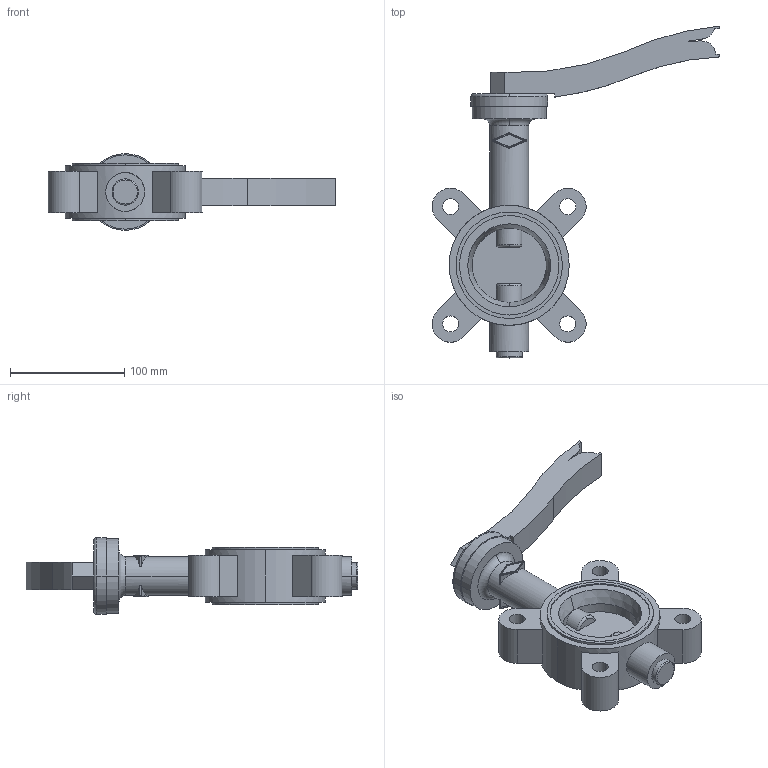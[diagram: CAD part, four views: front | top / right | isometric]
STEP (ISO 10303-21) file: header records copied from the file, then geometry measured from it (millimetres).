
FILE_DESCRIPTION( ( '' ), '1' );
FILE_NAME( 'c000006642.stp', '2017-03-14T07:56:54', ( '' ), ( '' ), ' ', ' ', ' ' );
FILE_SCHEMA( ( 'CONFIG_CONTROL_DESIGN' ) );
Length unit declared in the file: millimetre
Products named in the file (2): 1; 2
Bounding box: 251.2 x 290.2 x 67 mm (x, y, z)
Volume: 679239.1 mm3; surface area: 107079.7 mm2
Topology: 2 solids, 2 shells, 155 faces, 392 edges, 263 vertices
Faces by surface type: plane 79, cylinder 58, torus 14, cone 4
Entity records: 5407 total; most frequent: CARTESIAN_POINT 1462, DIRECTION 829, ORIENTED_EDGE 784, EDGE_CURVE 392, AXIS2_PLACEMENT_3D 316, VERTEX_POINT 263, LINE 197, VECTOR 197
